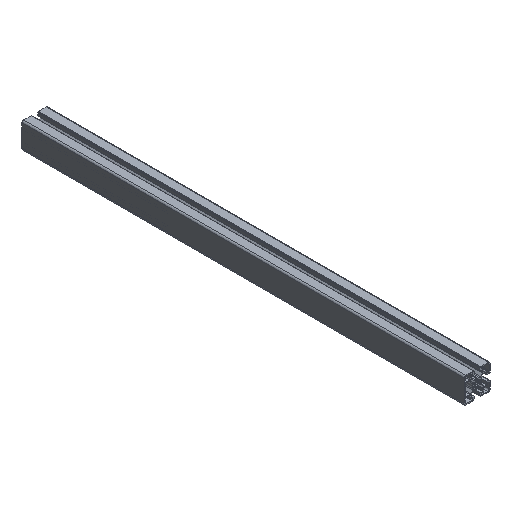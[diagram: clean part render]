
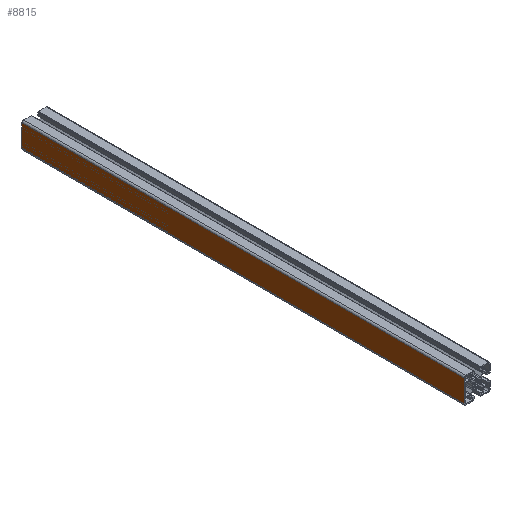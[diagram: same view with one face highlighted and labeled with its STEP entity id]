
A CAD part, isometric view. The second image highlights one B-rep face of the part: STEP entity #8815.
In plain terms, the highlighted planar face has unit normal (-1, 0, 0).
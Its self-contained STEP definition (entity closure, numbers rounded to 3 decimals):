
#45 = PLANE('',#46);
#46 = AXIS2_PLACEMENT_3D('',#47,#48,#49);
#47 = CARTESIAN_POINT('',(22.5,815.,-475.5));
#48 = DIRECTION('',(0.,1.,0.));
#49 = DIRECTION('',(0.,0.,1.));
#106 = PLANE('',#107);
#107 = AXIS2_PLACEMENT_3D('',#108,#109,#110);
#108 = CARTESIAN_POINT('',(27.8,45.,-454.8));
#109 = DIRECTION('',(0.,-1.,0.));
#110 = DIRECTION('',(0.,0.,-1.));
#1565 = VERTEX_POINT('',#1566);
#1566 = CARTESIAN_POINT('',(0.,815.,-456.));
#1585 = CYLINDRICAL_SURFACE('',#1586,3.);
#1586 = AXIS2_PLACEMENT_3D('',#1587,#1588,#1589);
#1587 = CARTESIAN_POINT('',(3.,2045.,-456.));
#1588 = DIRECTION('',(0.,-1.,0.));
#1589 = DIRECTION('',(0.,0.,-1.));
#1597 = EDGE_CURVE('',#1565,#1598,#1600,.T.);
#1598 = VERTEX_POINT('',#1599);
#1599 = CARTESIAN_POINT('',(0.,815.,-495.));
#1600 = SURFACE_CURVE('',#1601,(#1605,#1612),.PCURVE_S1.);
#1601 = LINE('',#1602,#1603);
#1602 = CARTESIAN_POINT('',(0.,815.,-456.));
#1603 = VECTOR('',#1604,1.);
#1604 = DIRECTION('',(0.,0.,-1.));
#1605 = PCURVE('',#45,#1606);
#1606 = DEFINITIONAL_REPRESENTATION('',(#1607),#1611);
#1607 = LINE('',#1608,#1609);
#1608 = CARTESIAN_POINT('',(19.5,-22.5));
#1609 = VECTOR('',#1610,1.);
#1610 = DIRECTION('',(-1.,0.));
#1611 = ( GEOMETRIC_REPRESENTATION_CONTEXT(2) 
PARAMETRIC_REPRESENTATION_CONTEXT() REPRESENTATION_CONTEXT('2D SPACE',''
  ) );
#1612 = PCURVE('',#1613,#1618);
#1613 = PLANE('',#1614);
#1614 = AXIS2_PLACEMENT_3D('',#1615,#1616,#1617);
#1615 = CARTESIAN_POINT('',(0.,2045.,-456.));
#1616 = DIRECTION('',(-1.,0.,0.));
#1617 = DIRECTION('',(0.,1.,0.));
#1618 = DEFINITIONAL_REPRESENTATION('',(#1619),#1623);
#1619 = LINE('',#1620,#1621);
#1620 = CARTESIAN_POINT('',(-1230.,0.));
#1621 = VECTOR('',#1622,1.);
#1622 = DIRECTION('',(0.,1.));
#1623 = ( GEOMETRIC_REPRESENTATION_CONTEXT(2) 
PARAMETRIC_REPRESENTATION_CONTEXT() REPRESENTATION_CONTEXT('2D SPACE',''
  ) );
#1646 = CYLINDRICAL_SURFACE('',#1647,3.);
#1647 = AXIS2_PLACEMENT_3D('',#1648,#1649,#1650);
#1648 = CARTESIAN_POINT('',(3.,2045.,-495.));
#1649 = DIRECTION('',(0.,-1.,0.));
#1650 = DIRECTION('',(0.,0.,-1.));
#8771 = VERTEX_POINT('',#8772);
#8772 = CARTESIAN_POINT('',(0.,45.,-495.));
#8794 = EDGE_CURVE('',#8771,#1598,#8795,.T.);
#8795 = SURFACE_CURVE('',#8796,(#8800,#8807),.PCURVE_S1.);
#8796 = LINE('',#8797,#8798);
#8797 = CARTESIAN_POINT('',(0.,45.,-495.));
#8798 = VECTOR('',#8799,1.);
#8799 = DIRECTION('',(0.,1.,0.));
#8800 = PCURVE('',#1646,#8801);
#8801 = DEFINITIONAL_REPRESENTATION('',(#8802),#8806);
#8802 = LINE('',#8803,#8804);
#8803 = CARTESIAN_POINT('',(4.712,2000.));
#8804 = VECTOR('',#8805,1.);
#8805 = DIRECTION('',(0.,-1.));
#8806 = ( GEOMETRIC_REPRESENTATION_CONTEXT(2) 
PARAMETRIC_REPRESENTATION_CONTEXT() REPRESENTATION_CONTEXT('2D SPACE',''
  ) );
#8807 = PCURVE('',#1613,#8808);
#8808 = DEFINITIONAL_REPRESENTATION('',(#8809),#8813);
#8809 = LINE('',#8810,#8811);
#8810 = CARTESIAN_POINT('',(-2000.,39.));
#8811 = VECTOR('',#8812,1.);
#8812 = DIRECTION('',(1.,0.));
#8813 = ( GEOMETRIC_REPRESENTATION_CONTEXT(2) 
PARAMETRIC_REPRESENTATION_CONTEXT() REPRESENTATION_CONTEXT('2D SPACE',''
  ) );
#8815 = ADVANCED_FACE('',(#8816),#1613,.T.);
#8816 = FACE_BOUND('',#8817,.F.);
#8817 = EDGE_LOOP('',(#8818,#8819,#8842,#8863));
#8818 = ORIENTED_EDGE('',*,*,#1597,.F.);
#8819 = ORIENTED_EDGE('',*,*,#8820,.T.);
#8820 = EDGE_CURVE('',#1565,#8821,#8823,.T.);
#8821 = VERTEX_POINT('',#8822);
#8822 = CARTESIAN_POINT('',(0.,45.,-456.));
#8823 = SURFACE_CURVE('',#8824,(#8828,#8835),.PCURVE_S1.);
#8824 = LINE('',#8825,#8826);
#8825 = CARTESIAN_POINT('',(0.,815.,-456.));
#8826 = VECTOR('',#8827,1.);
#8827 = DIRECTION('',(0.,-1.,0.));
#8828 = PCURVE('',#1613,#8829);
#8829 = DEFINITIONAL_REPRESENTATION('',(#8830),#8834);
#8830 = LINE('',#8831,#8832);
#8831 = CARTESIAN_POINT('',(-1230.,0.));
#8832 = VECTOR('',#8833,1.);
#8833 = DIRECTION('',(-1.,0.));
#8834 = ( GEOMETRIC_REPRESENTATION_CONTEXT(2) 
PARAMETRIC_REPRESENTATION_CONTEXT() REPRESENTATION_CONTEXT('2D SPACE',''
  ) );
#8835 = PCURVE('',#1585,#8836);
#8836 = DEFINITIONAL_REPRESENTATION('',(#8837),#8841);
#8837 = LINE('',#8838,#8839);
#8838 = CARTESIAN_POINT('',(4.712,1230.));
#8839 = VECTOR('',#8840,1.);
#8840 = DIRECTION('',(0.,1.));
#8841 = ( GEOMETRIC_REPRESENTATION_CONTEXT(2) 
PARAMETRIC_REPRESENTATION_CONTEXT() REPRESENTATION_CONTEXT('2D SPACE',''
  ) );
#8842 = ORIENTED_EDGE('',*,*,#8843,.F.);
#8843 = EDGE_CURVE('',#8771,#8821,#8844,.T.);
#8844 = SURFACE_CURVE('',#8845,(#8849,#8856),.PCURVE_S1.);
#8845 = LINE('',#8846,#8847);
#8846 = CARTESIAN_POINT('',(0.,45.,-495.));
#8847 = VECTOR('',#8848,1.);
#8848 = DIRECTION('',(0.,0.,1.));
#8849 = PCURVE('',#1613,#8850);
#8850 = DEFINITIONAL_REPRESENTATION('',(#8851),#8855);
#8851 = LINE('',#8852,#8853);
#8852 = CARTESIAN_POINT('',(-2000.,39.));
#8853 = VECTOR('',#8854,1.);
#8854 = DIRECTION('',(0.,-1.));
#8855 = ( GEOMETRIC_REPRESENTATION_CONTEXT(2) 
PARAMETRIC_REPRESENTATION_CONTEXT() REPRESENTATION_CONTEXT('2D SPACE',''
  ) );
#8856 = PCURVE('',#106,#8857);
#8857 = DEFINITIONAL_REPRESENTATION('',(#8858),#8862);
#8858 = LINE('',#8859,#8860);
#8859 = CARTESIAN_POINT('',(40.2,-27.8));
#8860 = VECTOR('',#8861,1.);
#8861 = DIRECTION('',(-1.,0.));
#8862 = ( GEOMETRIC_REPRESENTATION_CONTEXT(2) 
PARAMETRIC_REPRESENTATION_CONTEXT() REPRESENTATION_CONTEXT('2D SPACE',''
  ) );
#8863 = ORIENTED_EDGE('',*,*,#8794,.T.);
